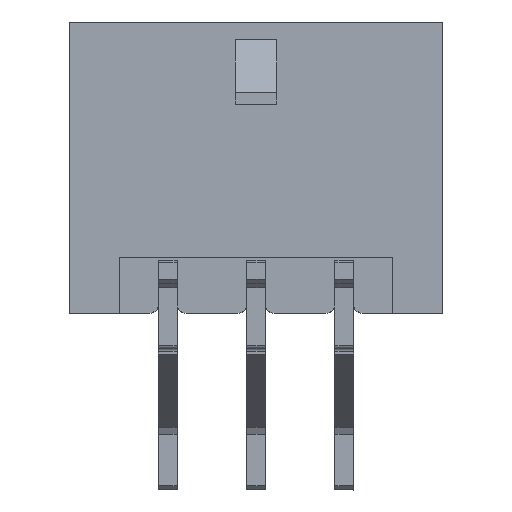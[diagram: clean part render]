
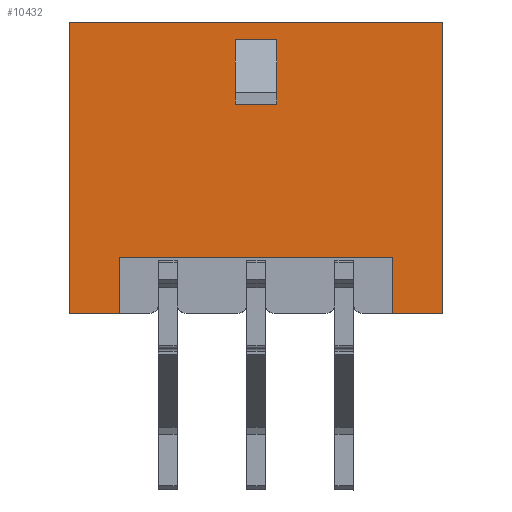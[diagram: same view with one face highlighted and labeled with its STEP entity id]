
A CAD part, top view. The second image highlights one B-rep face of the part: STEP entity #10432.
In plain terms, the highlighted face is planar.
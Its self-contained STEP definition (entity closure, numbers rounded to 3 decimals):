
#1238=ORIENTED_EDGE('',*,*,#2699,.T.);
#1239=ORIENTED_EDGE('',*,*,#2704,.T.);
#1240=ORIENTED_EDGE('',*,*,#3034,.F.);
#1241=ORIENTED_EDGE('',*,*,#2996,.T.);
#1242=ORIENTED_EDGE('',*,*,#3004,.T.);
#1243=ORIENTED_EDGE('',*,*,#2988,.F.);
#1244=ORIENTED_EDGE('',*,*,#3033,.F.);
#1245=ORIENTED_EDGE('',*,*,#2702,.T.);
#1246=ORIENTED_EDGE('',*,*,#2717,.F.);
#1247=ORIENTED_EDGE('',*,*,#2710,.F.);
#1248=ORIENTED_EDGE('',*,*,#2714,.T.);
#1249=ORIENTED_EDGE('',*,*,#2706,.T.);
#2699=EDGE_CURVE('',#3758,#3759,#4506,.T.);
#2702=EDGE_CURVE('',#3760,#3758,#4509,.T.);
#2704=EDGE_CURVE('',#3759,#3761,#4511,.T.);
#2706=EDGE_CURVE('',#3762,#3763,#4513,.T.);
#2710=EDGE_CURVE('',#3766,#3767,#4517,.T.);
#2714=EDGE_CURVE('',#3766,#3762,#4521,.T.);
#2717=EDGE_CURVE('',#3767,#3763,#4524,.T.);
#2988=EDGE_CURVE('',#3958,#3959,#4781,.T.);
#2996=EDGE_CURVE('',#3964,#3963,#4789,.T.);
#3004=EDGE_CURVE('',#3963,#3959,#4797,.T.);
#3033=EDGE_CURVE('',#3760,#3958,#4826,.T.);
#3034=EDGE_CURVE('',#3964,#3761,#4827,.T.);
#3758=VERTEX_POINT('',#13833);
#3759=VERTEX_POINT('',#13834);
#3760=VERTEX_POINT('',#13839);
#3761=VERTEX_POINT('',#13843);
#3762=VERTEX_POINT('',#13847);
#3763=VERTEX_POINT('',#13848);
#3766=VERTEX_POINT('',#13856);
#3767=VERTEX_POINT('',#13857);
#3958=VERTEX_POINT('',#14409);
#3959=VERTEX_POINT('',#14411);
#3963=VERTEX_POINT('',#14423);
#3964=VERTEX_POINT('',#14425);
#4506=LINE('',#13832,#5537);
#4509=LINE('',#13838,#5540);
#4511=LINE('',#13842,#5542);
#4513=LINE('',#13846,#5544);
#4517=LINE('',#13855,#5548);
#4521=LINE('',#13864,#5552);
#4524=LINE('',#13869,#5555);
#4781=LINE('',#14410,#5812);
#4789=LINE('',#14424,#5820);
#4797=LINE('',#14437,#5828);
#4826=LINE('',#14485,#5857);
#4827=LINE('',#14487,#5858);
#5537=VECTOR('',#11655,1000.);
#5540=VECTOR('',#11660,1000.);
#5542=VECTOR('',#11664,1000.);
#5544=VECTOR('',#11668,1000.);
#5548=VECTOR('',#11674,1000.);
#5552=VECTOR('',#11680,1000.);
#5555=VECTOR('',#11687,1000.);
#5812=VECTOR('',#12134,1000.);
#5820=VECTOR('',#12144,1000.);
#5828=VECTOR('',#12154,1000.);
#5857=VECTOR('',#12211,1000.);
#5858=VECTOR('',#12214,1000.);
#6451=EDGE_LOOP('',(#1238,#1239,#1240,#1241,#1242,#1243,#1244,#1245));
#6452=EDGE_LOOP('',(#1246,#1247,#1248,#1249));
#6866=FACE_BOUND('',#6451,.T.);
#6867=FACE_BOUND('',#6452,.T.);
#7251=PLANE('',#10877);
#10432=ADVANCED_FACE('',(#6866,#6867),#7251,.T.);
#10877=AXIS2_PLACEMENT_3D('',#14486,#12212,#12213);
#11655=DIRECTION('',(1.,0.,0.));
#11660=DIRECTION('',(0.,0.,1.));
#11664=DIRECTION('',(0.,0.,-1.));
#11668=DIRECTION('',(0.,0.,1.));
#11674=DIRECTION('',(0.,0.,1.));
#11680=DIRECTION('',(-1.,0.,0.));
#11687=DIRECTION('',(-1.,0.,0.));
#12134=DIRECTION('',(0.,0.,1.));
#12144=DIRECTION('',(0.,0.,1.));
#12154=DIRECTION('',(-1.,0.,0.));
#12211=DIRECTION('',(-1.,0.,0.));
#12212=DIRECTION('',(0.,-1.,0.));
#12213=DIRECTION('',(0.,0.,-1.));
#12214=DIRECTION('',(-1.,0.,0.));
#13832=CARTESIAN_POINT('',(-4.65,-3.43,-3.05));
#13833=CARTESIAN_POINT('',(-4.65,-3.43,-3.05));
#13834=CARTESIAN_POINT('',(4.65,-3.43,-3.05));
#13838=CARTESIAN_POINT('',(-4.65,-3.43,-4.95));
#13839=CARTESIAN_POINT('',(-4.65,-3.43,-4.95));
#13842=CARTESIAN_POINT('',(4.65,-3.43,-3.05));
#13843=CARTESIAN_POINT('',(4.65,-3.43,-4.95));
#13846=CARTESIAN_POINT('',(-0.7,-3.43,2.15));
#13847=CARTESIAN_POINT('',(-0.7,-3.43,2.15));
#13848=CARTESIAN_POINT('',(-0.7,-3.43,4.35));
#13855=CARTESIAN_POINT('',(0.7,-3.43,2.15));
#13856=CARTESIAN_POINT('',(0.7,-3.43,2.15));
#13857=CARTESIAN_POINT('',(0.7,-3.43,4.35));
#13864=CARTESIAN_POINT('',(0.7,-3.43,2.15));
#13869=CARTESIAN_POINT('',(0.7,-3.43,4.35));
#14409=CARTESIAN_POINT('',(-6.35,-3.43,-4.95));
#14410=CARTESIAN_POINT('',(-6.35,-3.43,-4.95));
#14411=CARTESIAN_POINT('',(-6.35,-3.43,4.95));
#14423=CARTESIAN_POINT('',(6.35,-3.43,4.95));
#14424=CARTESIAN_POINT('',(6.35,-3.43,-4.95));
#14425=CARTESIAN_POINT('',(6.35,-3.43,-4.95));
#14437=CARTESIAN_POINT('',(6.35,-3.43,4.95));
#14485=CARTESIAN_POINT('',(6.35,-3.43,-4.95));
#14486=CARTESIAN_POINT('',(6.35,-3.43,-4.95));
#14487=CARTESIAN_POINT('',(6.35,-3.43,-4.95));
